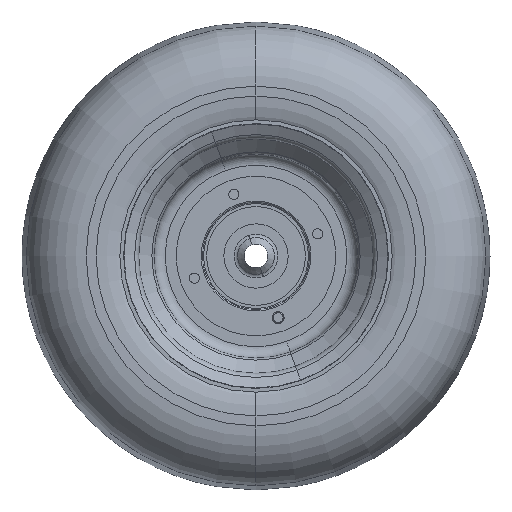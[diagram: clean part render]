
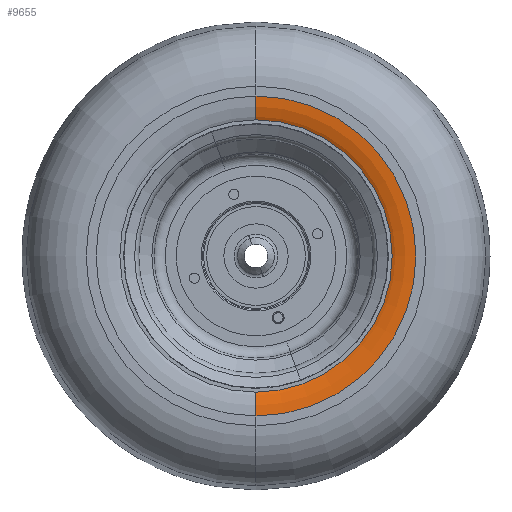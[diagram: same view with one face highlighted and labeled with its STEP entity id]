
A CAD part, left-side view. The second image highlights one B-rep face of the part: STEP entity #9655.
In plain terms, the highlighted toroidal (fillet/blend) face has major radius 134.515 mm and minor radius 50.8 mm.
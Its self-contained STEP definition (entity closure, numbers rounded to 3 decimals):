
#9312 = VERTEX_POINT('',#9313);
#9313 = CARTESIAN_POINT('',(244.178,85.,
    346.762));
#9326 = CONICAL_SURFACE('',#9327,134.262,1.566);
#9327 = AXIS2_PLACEMENT_3D('',#9328,#9329,#9330);
#9328 = CARTESIAN_POINT('',(244.178,85.,212.5));
#9329 = DIRECTION('',(-1.,0.,0.));
#9330 = DIRECTION('',(0.,0.,1.));
#9338 = VERTEX_POINT('',#9339);
#9339 = CARTESIAN_POINT('',(244.178,85.,
    78.238));
#9376 = TOROIDAL_SURFACE('',#9377,134.515,50.8);
#9377 = AXIS2_PLACEMENT_3D('',#9378,#9379,#9380);
#9378 = CARTESIAN_POINT('',(294.978,85.,212.5));
#9379 = DIRECTION('',(1.,0.,0.));
#9380 = DIRECTION('',(0.,0.,-1.));
#9500 = EDGE_CURVE('',#9312,#9338,#9501,.T.);
#9501 = SURFACE_CURVE('',#9502,(#9507,#9536),.PCURVE_S1.);
#9502 = CIRCLE('',#9503,134.262);
#9503 = AXIS2_PLACEMENT_3D('',#9504,#9505,#9506);
#9504 = CARTESIAN_POINT('',(244.178,85.,212.5));
#9505 = DIRECTION('',(1.,0.,0.));
#9506 = DIRECTION('',(0.,0.,-1.));
#9507 = PCURVE('',#9326,#9508);
#9508 = DEFINITIONAL_REPRESENTATION('',(#9509),#9535);
#9509 = B_SPLINE_CURVE_WITH_KNOTS('',3,(#9510,#9511,#9512,#9513,#9514,
    #9515,#9516,#9517,#9518,#9519,#9520,#9521,#9522,#9523,#9524,#9525,
    #9526,#9527,#9528,#9529,#9530,#9531,#9532,#9533,#9534),
  .UNSPECIFIED.,.F.,.F.,(4,1,1,1,1,1,1,1,1,1,1,1,1,1,1,1,1,1,1,1,1,1,4),
  (3.142,3.284,3.427,3.57,
    3.713,3.856,3.998,4.141,
    4.284,4.427,4.57,4.712,
    4.855,4.998,5.141,5.284,
    5.426,5.569,5.712,5.855,
    5.998,6.14,6.283),.UNSPECIFIED.);
#9510 = CARTESIAN_POINT('',(6.283,0.));
#9511 = CARTESIAN_POINT('',(6.236,0.));
#9512 = CARTESIAN_POINT('',(6.14,0.));
#9513 = CARTESIAN_POINT('',(5.998,0.));
#9514 = CARTESIAN_POINT('',(5.855,0.));
#9515 = CARTESIAN_POINT('',(5.712,0.));
#9516 = CARTESIAN_POINT('',(5.569,0.));
#9517 = CARTESIAN_POINT('',(5.426,0.));
#9518 = CARTESIAN_POINT('',(5.284,0.));
#9519 = CARTESIAN_POINT('',(5.141,0.));
#9520 = CARTESIAN_POINT('',(4.998,0.));
#9521 = CARTESIAN_POINT('',(4.855,0.));
#9522 = CARTESIAN_POINT('',(4.712,0.));
#9523 = CARTESIAN_POINT('',(4.57,0.));
#9524 = CARTESIAN_POINT('',(4.427,0.));
#9525 = CARTESIAN_POINT('',(4.284,0.));
#9526 = CARTESIAN_POINT('',(4.141,0.));
#9527 = CARTESIAN_POINT('',(3.998,0.));
#9528 = CARTESIAN_POINT('',(3.856,0.));
#9529 = CARTESIAN_POINT('',(3.713,0.));
#9530 = CARTESIAN_POINT('',(3.57,0.));
#9531 = CARTESIAN_POINT('',(3.427,0.));
#9532 = CARTESIAN_POINT('',(3.284,0.));
#9533 = CARTESIAN_POINT('',(3.189,0.));
#9534 = CARTESIAN_POINT('',(3.142,0.));
#9535 = ( GEOMETRIC_REPRESENTATION_CONTEXT(2) 
PARAMETRIC_REPRESENTATION_CONTEXT() REPRESENTATION_CONTEXT('2D SPACE',''
  ) );
#9536 = PCURVE('',#9537,#9542);
#9537 = TOROIDAL_SURFACE('',#9538,134.515,50.8);
#9538 = AXIS2_PLACEMENT_3D('',#9539,#9540,#9541);
#9539 = CARTESIAN_POINT('',(294.978,85.,212.5));
#9540 = DIRECTION('',(1.,0.,0.));
#9541 = DIRECTION('',(0.,0.,-1.));
#9542 = DEFINITIONAL_REPRESENTATION('',(#9543),#9569);
#9543 = B_SPLINE_CURVE_WITH_KNOTS('',3,(#9544,#9545,#9546,#9547,#9548,
    #9549,#9550,#9551,#9552,#9553,#9554,#9555,#9556,#9557,#9558,#9559,
    #9560,#9561,#9562,#9563,#9564,#9565,#9566,#9567,#9568),
  .UNSPECIFIED.,.F.,.F.,(4,1,1,1,1,1,1,1,1,1,1,1,1,1,1,1,1,1,1,1,1,1,4),
  (3.142,3.284,3.427,3.57,
    3.713,3.856,3.998,4.141,
    4.284,4.427,4.57,4.712,
    4.855,4.998,5.141,5.284,
    5.426,5.569,5.712,5.855,
    5.998,6.14,6.283),.UNSPECIFIED.);
#9544 = CARTESIAN_POINT('',(3.142,4.707));
#9545 = CARTESIAN_POINT('',(3.189,4.707));
#9546 = CARTESIAN_POINT('',(3.284,4.707));
#9547 = CARTESIAN_POINT('',(3.427,4.707));
#9548 = CARTESIAN_POINT('',(3.57,4.707));
#9549 = CARTESIAN_POINT('',(3.713,4.707));
#9550 = CARTESIAN_POINT('',(3.856,4.707));
#9551 = CARTESIAN_POINT('',(3.998,4.707));
#9552 = CARTESIAN_POINT('',(4.141,4.707));
#9553 = CARTESIAN_POINT('',(4.284,4.707));
#9554 = CARTESIAN_POINT('',(4.427,4.707));
#9555 = CARTESIAN_POINT('',(4.57,4.707));
#9556 = CARTESIAN_POINT('',(4.712,4.707));
#9557 = CARTESIAN_POINT('',(4.855,4.707));
#9558 = CARTESIAN_POINT('',(4.998,4.707));
#9559 = CARTESIAN_POINT('',(5.141,4.707));
#9560 = CARTESIAN_POINT('',(5.284,4.707));
#9561 = CARTESIAN_POINT('',(5.426,4.707));
#9562 = CARTESIAN_POINT('',(5.569,4.707));
#9563 = CARTESIAN_POINT('',(5.712,4.707));
#9564 = CARTESIAN_POINT('',(5.855,4.707));
#9565 = CARTESIAN_POINT('',(5.998,4.707));
#9566 = CARTESIAN_POINT('',(6.14,4.707));
#9567 = CARTESIAN_POINT('',(6.236,4.707));
#9568 = CARTESIAN_POINT('',(6.283,4.707));
#9569 = ( GEOMETRIC_REPRESENTATION_CONTEXT(2) 
PARAMETRIC_REPRESENTATION_CONTEXT() REPRESENTATION_CONTEXT('2D SPACE',''
  ) );
#9575 = VERTEX_POINT('',#9576);
#9576 = CARTESIAN_POINT('',(251.111,85.,
    103.604));
#9577 = VERTEX_POINT('',#9578);
#9578 = CARTESIAN_POINT('',(251.111,85.,
    321.396));
#9615 = EDGE_CURVE('',#9577,#9312,#9616,.T.);
#9616 = SURFACE_CURVE('',#9617,(#9622,#9628),.PCURVE_S1.);
#9617 = CIRCLE('',#9618,50.8);
#9618 = AXIS2_PLACEMENT_3D('',#9619,#9620,#9621);
#9619 = CARTESIAN_POINT('',(294.978,85.,
    347.015));
#9620 = DIRECTION('',(0.,1.,0.));
#9621 = DIRECTION('',(0.,0.,1.));
#9622 = PCURVE('',#9376,#9623);
#9623 = DEFINITIONAL_REPRESENTATION('',(#9624),#9627);
#9624 = B_SPLINE_CURVE_WITH_KNOTS('',1,(#9625,#9626),.UNSPECIFIED.,.F.,
  .F.,(2,2),(4.184,4.707),.PIECEWISE_BEZIER_KNOTS.);
#9625 = CARTESIAN_POINT('',(3.142,4.184));
#9626 = CARTESIAN_POINT('',(3.142,4.707));
#9627 = ( GEOMETRIC_REPRESENTATION_CONTEXT(2) 
PARAMETRIC_REPRESENTATION_CONTEXT() REPRESENTATION_CONTEXT('2D SPACE',''
  ) );
#9628 = PCURVE('',#9537,#9629);
#9629 = DEFINITIONAL_REPRESENTATION('',(#9630),#9633);
#9630 = B_SPLINE_CURVE_WITH_KNOTS('',1,(#9631,#9632),.UNSPECIFIED.,.F.,
  .F.,(2,2),(4.184,4.707),.PIECEWISE_BEZIER_KNOTS.);
#9631 = CARTESIAN_POINT('',(3.142,4.184));
#9632 = CARTESIAN_POINT('',(3.142,4.707));
#9633 = ( GEOMETRIC_REPRESENTATION_CONTEXT(2) 
PARAMETRIC_REPRESENTATION_CONTEXT() REPRESENTATION_CONTEXT('2D SPACE',''
  ) );
#9636 = EDGE_CURVE('',#9575,#9338,#9637,.T.);
#9637 = SURFACE_CURVE('',#9638,(#9643,#9649),.PCURVE_S1.);
#9638 = CIRCLE('',#9639,50.8);
#9639 = AXIS2_PLACEMENT_3D('',#9640,#9641,#9642);
#9640 = CARTESIAN_POINT('',(294.978,85.,
    77.985));
#9641 = DIRECTION('',(0.,-1.,0.));
#9642 = DIRECTION('',(0.,0.,-1.));
#9643 = PCURVE('',#9376,#9644);
#9644 = DEFINITIONAL_REPRESENTATION('',(#9645),#9648);
#9645 = B_SPLINE_CURVE_WITH_KNOTS('',1,(#9646,#9647),.UNSPECIFIED.,.F.,
  .F.,(2,2),(4.184,4.707),.PIECEWISE_BEZIER_KNOTS.);
#9646 = CARTESIAN_POINT('',(0.,4.184));
#9647 = CARTESIAN_POINT('',(0.,4.707));
#9648 = ( GEOMETRIC_REPRESENTATION_CONTEXT(2) 
PARAMETRIC_REPRESENTATION_CONTEXT() REPRESENTATION_CONTEXT('2D SPACE',''
  ) );
#9649 = PCURVE('',#9537,#9650);
#9650 = DEFINITIONAL_REPRESENTATION('',(#9651),#9654);
#9651 = B_SPLINE_CURVE_WITH_KNOTS('',1,(#9652,#9653),.UNSPECIFIED.,.F.,
  .F.,(2,2),(4.184,4.707),.PIECEWISE_BEZIER_KNOTS.);
#9652 = CARTESIAN_POINT('',(6.283,4.184));
#9653 = CARTESIAN_POINT('',(6.283,4.707));
#9654 = ( GEOMETRIC_REPRESENTATION_CONTEXT(2) 
PARAMETRIC_REPRESENTATION_CONTEXT() REPRESENTATION_CONTEXT('2D SPACE',''
  ) );
#9655 = ADVANCED_FACE('',(#9656),#9537,.T.);
#9656 = FACE_BOUND('',#9657,.T.);
#9657 = EDGE_LOOP('',(#9658,#9659,#9673,#9674));
#9658 = ORIENTED_EDGE('',*,*,#9615,.F.);
#9659 = ORIENTED_EDGE('',*,*,#9660,.T.);
#9660 = EDGE_CURVE('',#9577,#9575,#9661,.T.);
#9661 = SURFACE_CURVE('',#9662,(#9667),.PCURVE_S1.);
#9662 = CIRCLE('',#9663,108.896);
#9663 = AXIS2_PLACEMENT_3D('',#9664,#9665,#9666);
#9664 = CARTESIAN_POINT('',(251.111,85.,212.5));
#9665 = DIRECTION('',(1.,0.,0.));
#9666 = DIRECTION('',(0.,0.,-1.));
#9667 = PCURVE('',#9537,#9668);
#9668 = DEFINITIONAL_REPRESENTATION('',(#9669),#9672);
#9669 = B_SPLINE_CURVE_WITH_KNOTS('',1,(#9670,#9671),.UNSPECIFIED.,.F.,
  .F.,(2,2),(3.142,6.283),.PIECEWISE_BEZIER_KNOTS.);
#9670 = CARTESIAN_POINT('',(3.142,4.184));
#9671 = CARTESIAN_POINT('',(6.283,4.184));
#9672 = ( GEOMETRIC_REPRESENTATION_CONTEXT(2) 
PARAMETRIC_REPRESENTATION_CONTEXT() REPRESENTATION_CONTEXT('2D SPACE',''
  ) );
#9673 = ORIENTED_EDGE('',*,*,#9636,.T.);
#9674 = ORIENTED_EDGE('',*,*,#9500,.F.);
